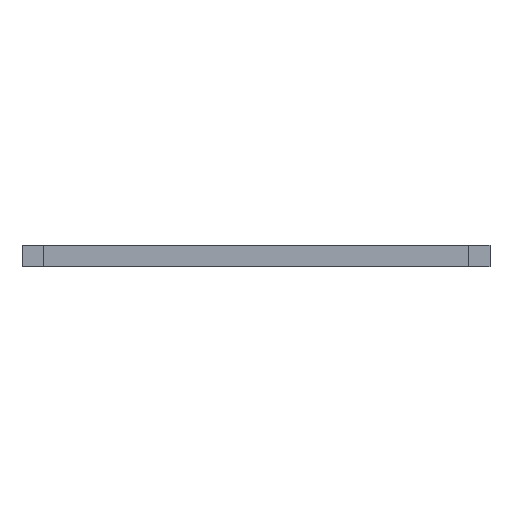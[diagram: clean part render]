
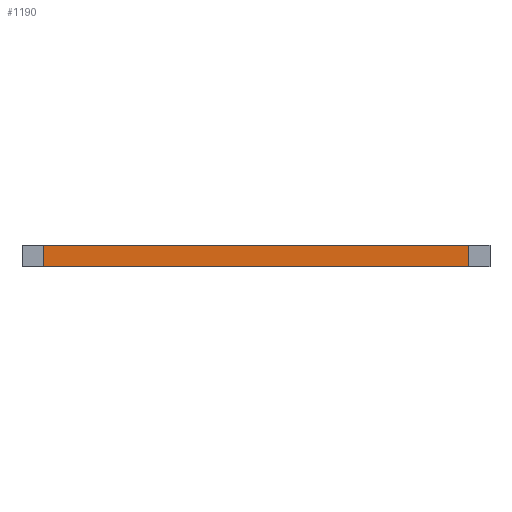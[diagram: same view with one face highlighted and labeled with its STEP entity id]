
A CAD part, front view. The second image highlights one B-rep face of the part: STEP entity #1190.
In plain terms, the highlighted planar face has unit normal (0, -1, 0).
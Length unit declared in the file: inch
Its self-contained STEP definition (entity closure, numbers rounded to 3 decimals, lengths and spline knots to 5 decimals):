
#68 = VERTEX_POINT ( 'NONE', #121 ) ;
#98 = LINE ( 'NONE', #659, #854 ) ;
#108 = VECTOR ( 'NONE', #170, 39.37008 ) ;
#121 = CARTESIAN_POINT ( 'NONE',  ( 0., 0.25, 0. ) ) ;
#133 = EDGE_CURVE ( 'NONE', #1105, #863, #1221, .T. ) ;
#151 = DIRECTION ( 'NONE',  ( 1., 0., 0. ) ) ;
#159 = ORIENTED_EDGE ( 'NONE', *, *, #355, .T. ) ;
#170 = DIRECTION ( 'NONE',  ( 1., 0., 0. ) ) ;
#183 = CARTESIAN_POINT ( 'NONE',  ( 0., 0.25, 0.25 ) ) ;
#192 = DIRECTION ( 'NONE',  ( 0., 0., -1. ) ) ;
#196 = DIRECTION ( 'NONE',  ( 0., 1., 0. ) ) ;
#225 = VECTOR ( 'NONE', #151, 39.37008 ) ;
#250 = ORIENTED_EDGE ( 'NONE', *, *, #320, .T. ) ;
#262 = CARTESIAN_POINT ( 'NONE',  ( 0.25, 0.25, 0. ) ) ;
#267 = VECTOR ( 'NONE', #1241, 39.37008 ) ;
#281 = EDGE_LOOP ( 'NONE', ( #295, #250, #159, #560 ) ) ;
#295 = ORIENTED_EDGE ( 'NONE', *, *, #133, .F. ) ;
#320 = EDGE_CURVE ( 'NONE', #1105, #916, #98, .T. ) ;
#355 = EDGE_CURVE ( 'NONE', #916, #68, #1045, .T. ) ;
#376 = EDGE_CURVE ( 'NONE', #863, #68, #1055, .T. ) ;
#379 = CARTESIAN_POINT ( 'NONE',  ( 0.25, 0.25, 0.25 ) ) ;
#410 = AXIS2_PLACEMENT_3D ( 'NONE', #379, #196, #1246 ) ;
#491 = CARTESIAN_POINT ( 'NONE',  ( 0., 0.25, 0.25 ) ) ;
#560 = ORIENTED_EDGE ( 'NONE', *, *, #376, .F. ) ;
#649 = FACE_OUTER_BOUND ( 'NONE', #281, .T. ) ;
#659 = CARTESIAN_POINT ( 'NONE',  ( -5., 0.25, 0.25 ) ) ;
#854 = VECTOR ( 'NONE', #192, 39.37008 ) ;
#863 = VERTEX_POINT ( 'NONE', #183 ) ;
#916 = VERTEX_POINT ( 'NONE', #1247 ) ;
#1013 = CARTESIAN_POINT ( 'NONE',  ( 0.25, 0.25, 0.25 ) ) ;
#1045 = LINE ( 'NONE', #262, #108 ) ;
#1055 = LINE ( 'NONE', #491, #267 ) ;
#1105 = VERTEX_POINT ( 'NONE', #1117 ) ;
#1117 = CARTESIAN_POINT ( 'NONE',  ( -5., 0.25, 0.25 ) ) ;
#1190 = ADVANCED_FACE ( 'NONE', ( #649 ), #1238, .F. ) ;
#1221 = LINE ( 'NONE', #1013, #225 ) ;
#1238 = PLANE ( 'NONE',  #410 ) ;
#1241 = DIRECTION ( 'NONE',  ( 0., 0., -1. ) ) ;
#1246 = DIRECTION ( 'NONE',  ( -1., 0., 0. ) ) ;
#1247 = CARTESIAN_POINT ( 'NONE',  ( -5., 0.25, 0. ) ) ;
